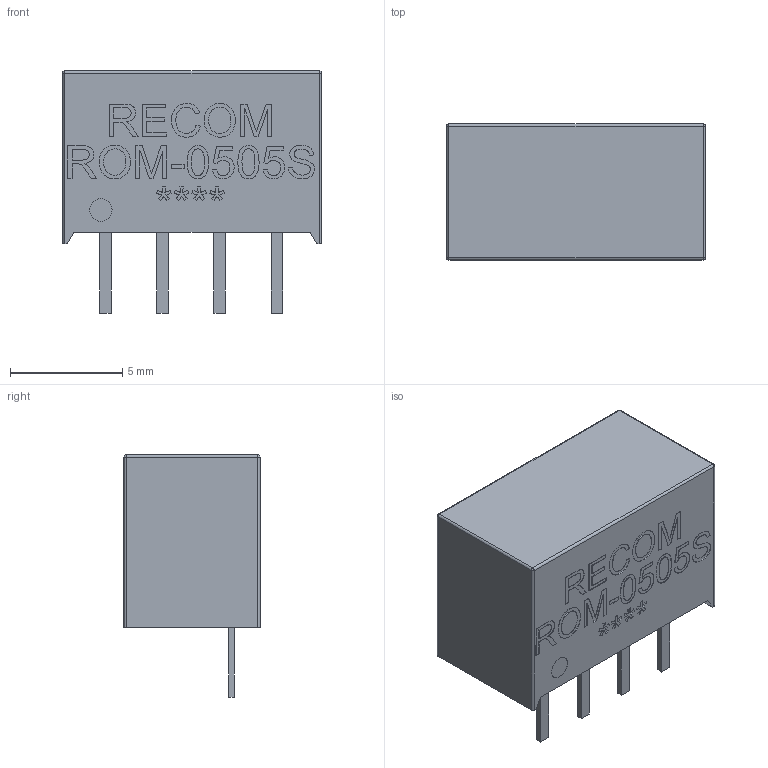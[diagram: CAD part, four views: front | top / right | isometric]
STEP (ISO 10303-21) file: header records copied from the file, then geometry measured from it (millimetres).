
FILE_DESCRIPTION(('STEP AP214'),'1');
FILE_NAME('53330.stp','2020-03-08T19:08:41',('TraceParts'),('TraceParts S.A.'),'Spatial InterOp 3D',' ',' ');
FILE_SCHEMA(('AUTOMOTIVE_DESIGN { 1 0 10303 214 1 1 1 1 }'));
Length unit declared in the file: millimetre
Products named in the file (1): 53330
Bounding box: 11.5 x 6.05 x 10.78 mm (x, y, z)
Volume: 503.9 mm3; surface area: 423.5 mm2
Topology: 1 solids, 1 shells, 336 faces, 923 edges, 614 vertices
Faces by surface type: extrusion 181, plane 141, cylinder 10, sphere 4
Entity records: 23657 total; most frequent: CARTESIAN_POINT 13730, ORIENTED_EDGE 1838, EDGE_CURVE 919, B_SPLINE_CURVE_WITH_KNOTS 852, DIRECTION 761, VERTEX_POINT 614, VECTOR 409, EDGE_LOOP 365
